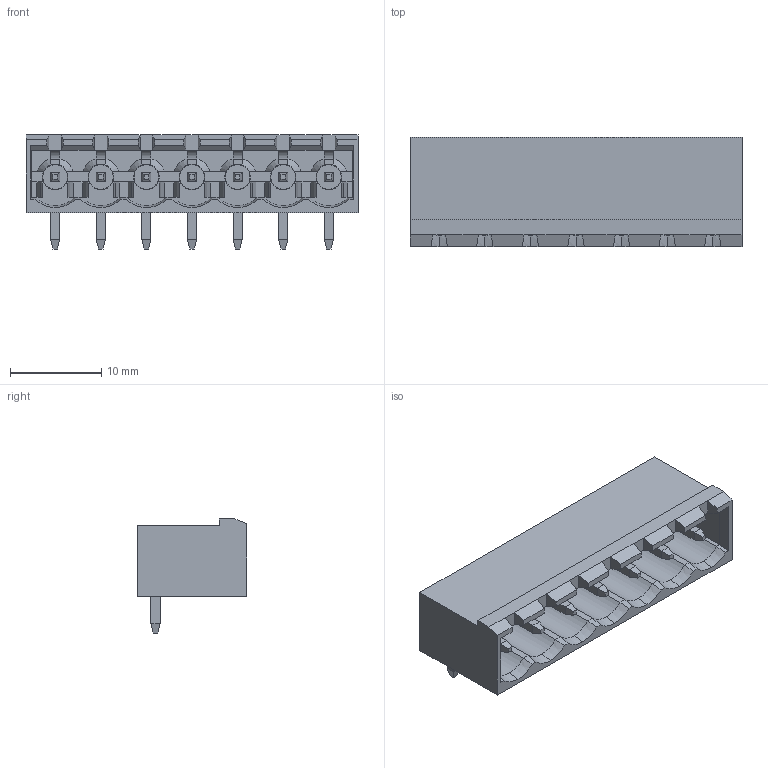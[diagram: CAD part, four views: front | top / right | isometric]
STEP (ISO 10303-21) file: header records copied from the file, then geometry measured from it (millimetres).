
FILE_DESCRIPTION(('FreeCAD Model'),'2;1');
FILE_NAME('Open CASCADE Shape Model','2024-11-11T15:14:30',(''),(''), 'Open CASCADE STEP processor 7.6','FreeCAD','Unknown');
FILE_SCHEMA(('AUTOMOTIVE_DESIGN { 1 0 10303 214 1 1 1 1 }'));
Length unit declared in the file: millimetre
Products named in the file (1): CUI_DEVICES_TBP04R12-500-07BE
Bounding box: 36.4 x 12 x 12.5 mm (x, y, z)
Volume: 1497.1 mm3; surface area: 3149 mm2
Topology: 1 solids, 1 shells, 511 faces, 1382 edges, 880 vertices
Faces by surface type: plane 441, cone 42, cylinder 28
Entity records: 19456 total; most frequent: CARTESIAN_POINT 3096, ORIENTED_EDGE 2764, DIRECTION 2490, EDGE_CURVE 1382, LINE 1130, VECTOR 1130, VERTEX_POINT 880, AXIS2_PLACEMENT_3D 680
